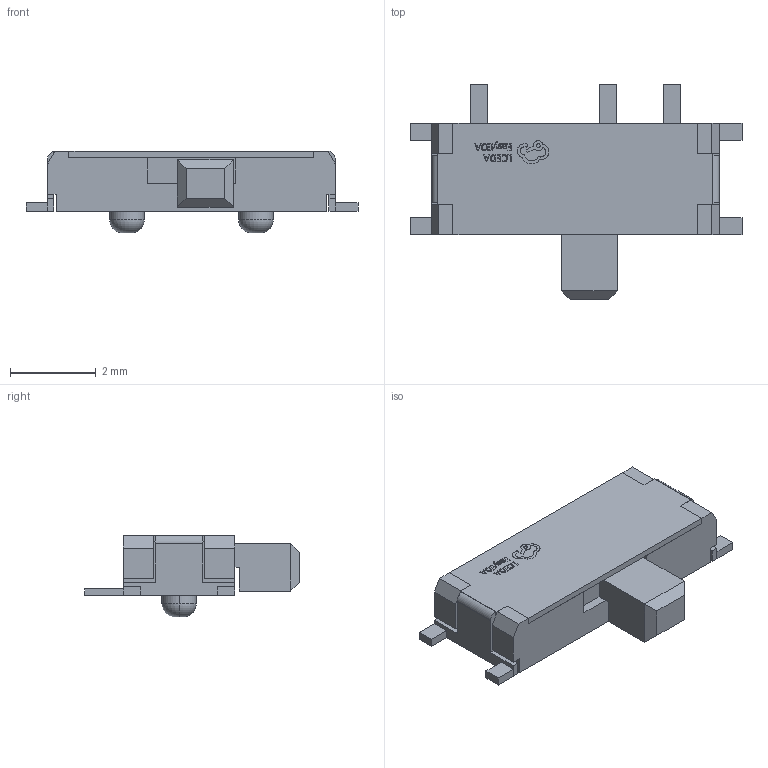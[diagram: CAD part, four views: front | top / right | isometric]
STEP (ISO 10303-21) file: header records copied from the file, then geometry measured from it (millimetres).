
FILE_DESCRIPTION (( 'STEP AP214' ), '1' );
FILE_NAME ('SW-TH_SSSS811101.step', '2022-07-26T17:38:38', ( '' ), ( '' ), 'SwSTEP 2.0', 'SolidWorks 2020', '' );
FILE_SCHEMA (( 'AUTOMOTIVE_DESIGN' ));
Length unit declared in the file: millimetre
Products named in the file (1): SW-TH_SSSS811101
Bounding box: 7.72 x 5 x 1.9 mm (x, y, z)
Volume: 26.5 mm3; surface area: 128.8 mm2
Topology: 31 solids, 31 shells, 480 faces, 1213 edges, 806 vertices
Faces by surface type: plane 358, bspline 112, cylinder 6, torus 4
Entity records: 20274 total; most frequent: CARTESIAN_POINT 4604, ORIENTED_EDGE 2426, DIRECTION 1743, EDGE_CURVE 1213, VECTOR 965, LINE 965, VERTEX_POINT 806, EDGE_LOOP 503
